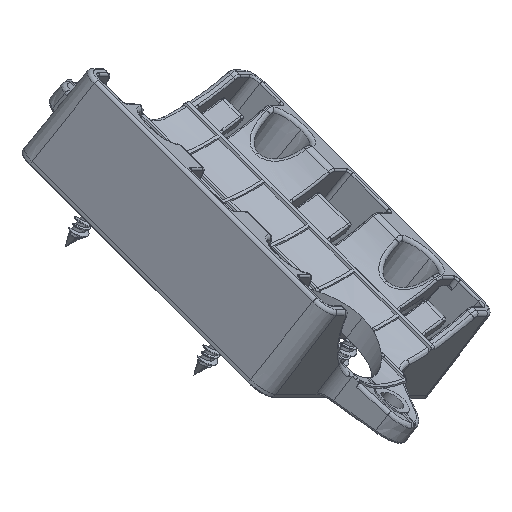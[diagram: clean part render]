
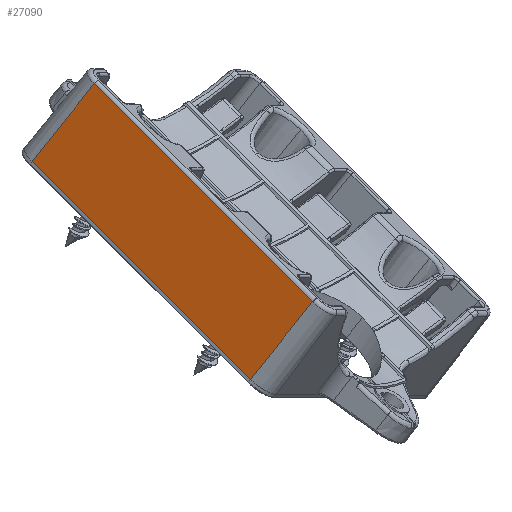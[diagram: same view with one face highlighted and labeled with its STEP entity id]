
A CAD part, isometric view. The second image highlights one B-rep face of the part: STEP entity #27090.
In plain terms, the highlighted face is planar.
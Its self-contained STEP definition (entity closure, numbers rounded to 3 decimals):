
#13222=CARTESIAN_POINT('Vertex',(-41.098,2.483,36.5)) ;
#13249=CARTESIAN_POINT('Line Origine',(-41.098,2.483,3.231)) ;
#13253=CARTESIAN_POINT('Vertex',(-41.098,2.483,-36.5)) ;
#27052=CARTESIAN_POINT('Vertex',(-41.5,25.5,36.5)) ;
#27055=CARTESIAN_POINT('Line Origine',(-41.291,13.5,36.5)) ;
#27067=CARTESIAN_POINT('Axis2P3D Location',(-41.5,25.5,0.)) ;
#27072=CARTESIAN_POINT('Line Origine',(-41.5,25.5,0.)) ;
#27076=CARTESIAN_POINT('Vertex',(-41.5,25.5,-36.5)) ;
#27079=CARTESIAN_POINT('Line Origine',(-41.291,13.5,-36.5)) ;
#13250=DIRECTION('Vector Direction',(0.,0.,-1.)) ;
#27056=DIRECTION('Vector Direction',(-0.017,1.,0.)) ;
#27068=DIRECTION('Axis2P3D Direction',(1.,0.017,0.)) ;
#27069=DIRECTION('Axis2P3D XDirection',(0.,0.,-1.)) ;
#27073=DIRECTION('Vector Direction',(0.,0.,-1.)) ;
#27080=DIRECTION('Vector Direction',(-0.017,1.,0.)) ;
#27070=AXIS2_PLACEMENT_3D('Plane Axis2P3D',#27067,#27068,#27069) ;
#27085=ORIENTED_EDGE('',*,*,#13255,.F.) ;
#27086=ORIENTED_EDGE('',*,*,#27059,.F.) ;
#27087=ORIENTED_EDGE('',*,*,#27078,.F.) ;
#27088=ORIENTED_EDGE('',*,*,#27083,.T.) ;
#13251=VECTOR('Line Direction',#13250,1.) ;
#27057=VECTOR('Line Direction',#27056,1.) ;
#27074=VECTOR('Line Direction',#27073,1.) ;
#27081=VECTOR('Line Direction',#27080,1.) ;
#27090=ADVANCED_FACE('PartBody',(#27089),#27071,.F.) ;
#13255=EDGE_CURVE('',#13223,#13254,#13252,.T.) ;
#27059=EDGE_CURVE('',#27053,#13223,#27058,.F.) ;
#27078=EDGE_CURVE('',#27077,#27053,#27075,.F.) ;
#27083=EDGE_CURVE('',#27077,#13254,#27082,.F.) ;
#27084=EDGE_LOOP('',(#27085,#27086,#27087,#27088)) ;
#27089=FACE_OUTER_BOUND('',#27084,.T.) ;
#13252=LINE('Line',#13249,#13251) ;
#27058=LINE('Line',#27055,#27057) ;
#27075=LINE('Line',#27072,#27074) ;
#27082=LINE('Line',#27079,#27081) ;
#27071=PLANE('',#27070) ;
#13223=VERTEX_POINT('',#13222) ;
#13254=VERTEX_POINT('',#13253) ;
#27053=VERTEX_POINT('',#27052) ;
#27077=VERTEX_POINT('',#27076) ;
